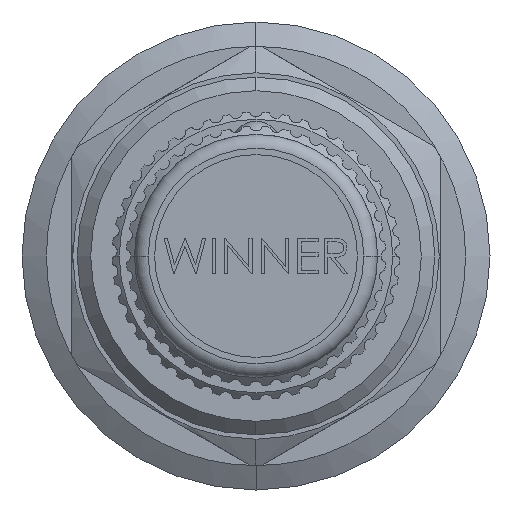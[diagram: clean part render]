
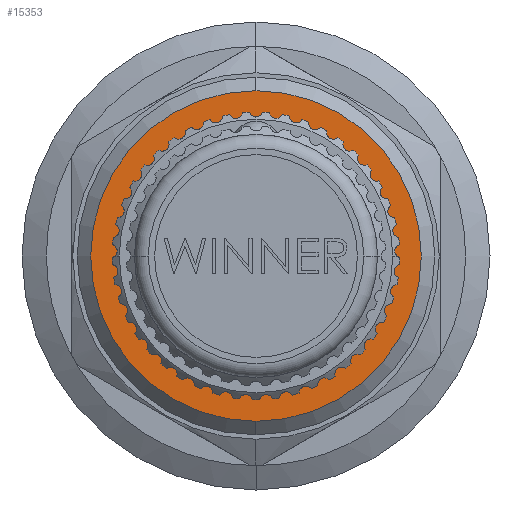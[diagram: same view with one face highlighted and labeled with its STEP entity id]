
A CAD part, left-side view. The second image highlights one B-rep face of the part: STEP entity #15353.
In plain terms, the highlighted planar face has unit normal (-1, 0, 0).
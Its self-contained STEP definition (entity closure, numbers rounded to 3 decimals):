
#930 = ORIENTED_EDGE ( 'NONE', *, *, #15565, .F. ) ;
#1316 = AXIS2_PLACEMENT_3D ( 'NONE', #13432, #5068, #13348 ) ;
#1676 = CARTESIAN_POINT ( 'NONE',  ( -77.8, 0., 0. ) ) ;
#1765 = DIRECTION ( 'NONE',  ( 1., 0., 0. ) ) ;
#1952 = DIRECTION ( 'NONE',  ( 0., 1., 0. ) ) ;
#4259 = DIRECTION ( 'NONE',  ( 1., 0., 0. ) ) ;
#5068 = DIRECTION ( 'NONE',  ( 1., 0., 0. ) ) ;
#6334 = CARTESIAN_POINT ( 'NONE',  ( -77.8, 0., 0. ) ) ;
#7446 = CIRCLE ( 'NONE', #1316, 6.875 ) ;
#7552 = FACE_BOUND ( 'NONE', #24764, .T. ) ;
#7644 = VERTEX_POINT ( 'NONE', #23465 ) ;
#7948 = EDGE_CURVE ( 'NONE', #10472, #26734, #17424, .T. ) ;
#8108 = ORIENTED_EDGE ( 'NONE', *, *, #10382, .F. ) ;
#8406 = EDGE_CURVE ( 'NONE', #26734, #10472, #7446, .T. ) ;
#8524 = EDGE_LOOP ( 'NONE', ( #930, #8108 ) ) ;
#8799 = AXIS2_PLACEMENT_3D ( 'NONE', #6334, #4259, #1952 ) ;
#8903 = VERTEX_POINT ( 'NONE', #17423 ) ;
#9220 = ORIENTED_EDGE ( 'NONE', *, *, #8406, .T. ) ;
#9995 = AXIS2_PLACEMENT_3D ( 'NONE', #1676, #1765, #10395 ) ;
#10382 = EDGE_CURVE ( 'NONE', #8903, #7644, #25763, .T. ) ;
#10395 = DIRECTION ( 'NONE',  ( 0., 0., -1. ) ) ;
#10472 = VERTEX_POINT ( 'NONE', #16473 ) ;
#10630 = DIRECTION ( 'NONE',  ( 0., 0., -1. ) ) ;
#10880 = PLANE ( 'NONE',  #26869 ) ;
#11801 = DIRECTION ( 'NONE',  ( -1., 0., 0. ) ) ;
#12872 = CARTESIAN_POINT ( 'NONE',  ( -77.8, 0., 0. ) ) ;
#13161 = CIRCLE ( 'NONE', #9995, 18.5 ) ;
#13348 = DIRECTION ( 'NONE',  ( 0., 1., 0. ) ) ;
#13432 = CARTESIAN_POINT ( 'NONE',  ( -77.8, 0., 0. ) ) ;
#15353 = ADVANCED_FACE ( 'NONE', ( #7552, #17828 ), #10880, .T. ) ;
#15565 = EDGE_CURVE ( 'NONE', #7644, #8903, #13161, .T. ) ;
#16473 = CARTESIAN_POINT ( 'NONE',  ( -77.8, 6.875, 0. ) ) ;
#17326 = CARTESIAN_POINT ( 'NONE',  ( -77.8, 0., -18.5 ) ) ;
#17423 = CARTESIAN_POINT ( 'NONE',  ( -77.8, 0., 18.5 ) ) ;
#17424 = CIRCLE ( 'NONE', #8799, 6.875 ) ;
#17828 = FACE_OUTER_BOUND ( 'NONE', #8524, .T. ) ;
#20717 = ORIENTED_EDGE ( 'NONE', *, *, #7948, .T. ) ;
#21281 = DIRECTION ( 'NONE',  ( 1., 0., 0. ) ) ;
#22969 = AXIS2_PLACEMENT_3D ( 'NONE', #12872, #21281, #10630 ) ;
#23465 = CARTESIAN_POINT ( 'NONE',  ( -77.8, 0., -18.5 ) ) ;
#24764 = EDGE_LOOP ( 'NONE', ( #9220, #20717 ) ) ;
#24812 = DIRECTION ( 'NONE',  ( 0., 0., 1. ) ) ;
#25763 = CIRCLE ( 'NONE', #22969, 18.5 ) ;
#26606 = CARTESIAN_POINT ( 'NONE',  ( -77.8, -6.875, 0. ) ) ;
#26734 = VERTEX_POINT ( 'NONE', #26606 ) ;
#26869 = AXIS2_PLACEMENT_3D ( 'NONE', #17326, #11801, #24812 ) ;
